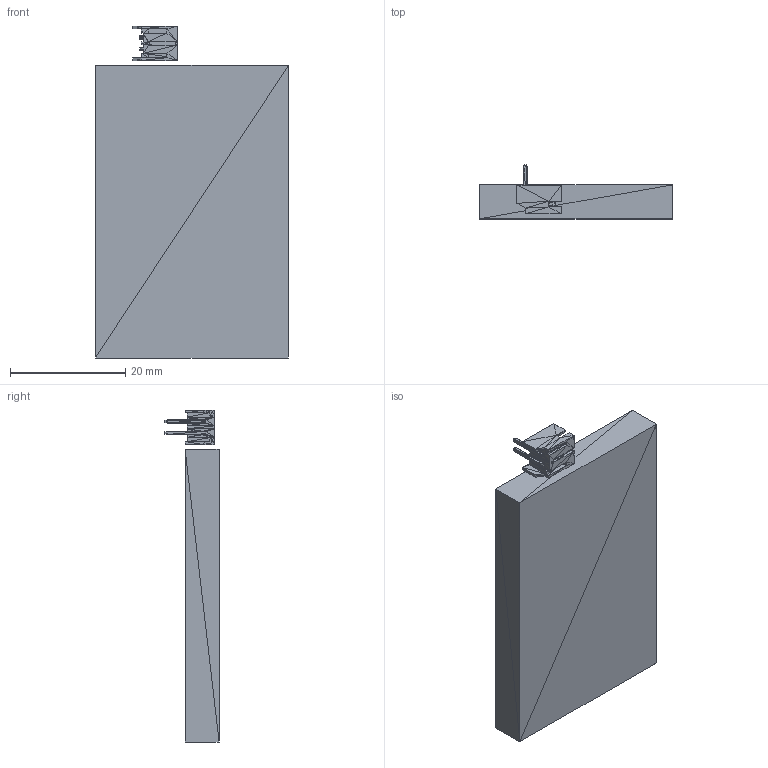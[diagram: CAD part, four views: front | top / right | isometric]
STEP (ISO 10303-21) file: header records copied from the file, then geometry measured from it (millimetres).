
FILE_DESCRIPTION(('FreeCAD Model'),'2;1');
FILE_NAME('Open CASCADE Shape Model','2024-02-23T12:48:41',(''),(''), 'Open CASCADE STEP processor 7.6','FreeCAD','Unknown');
FILE_SCHEMA(('AUTOMOTIVE_DESIGN { 1 0 10303 214 1 1 1 1 }'));
Length unit declared in the file: millimetre
Products named in the file (1): BatteryDock001
Bounding box: 33.5 x 9.4 x 57.65 mm (x, y, z)
Surface area: 4750.3 mm2 (no closed solid volume)
Topology: 0 solids, 2 shells, 2492 faces, 3739 edges, 1247 vertices
Faces by surface type: plane 2492
Entity records: 48644 total; most frequent: DIRECTION 8725, CARTESIAN_POINT 7479, ORIENTED_EDGE 7478, EDGE_CURVE 3739, LINE 3739, VECTOR 3739, AXIS2_PLACEMENT_3D 2493, ADVANCED_FACE 2492
